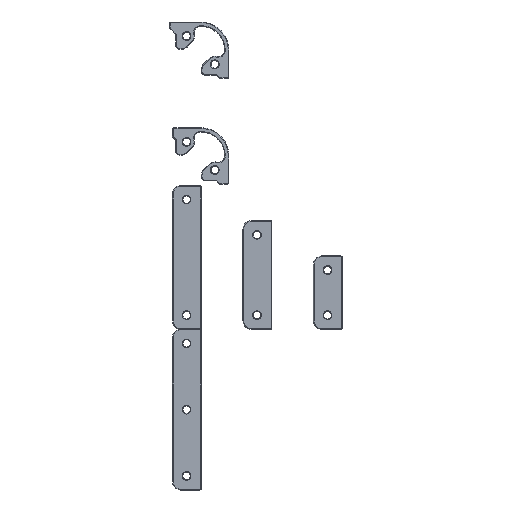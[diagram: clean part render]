
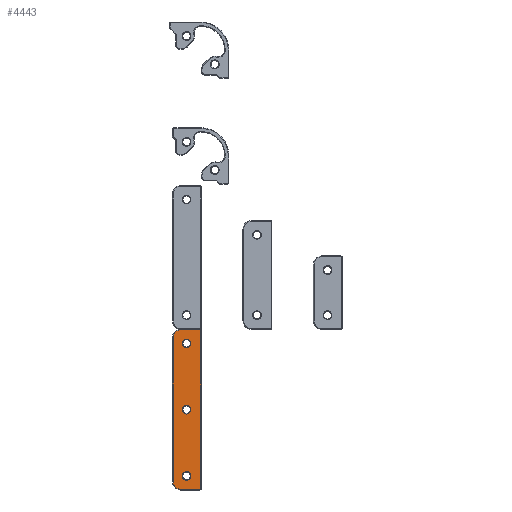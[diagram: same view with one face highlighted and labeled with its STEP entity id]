
A CAD part, top view. The second image highlights one B-rep face of the part: STEP entity #4443.
In plain terms, the highlighted planar face has unit normal (0, 0, 1).
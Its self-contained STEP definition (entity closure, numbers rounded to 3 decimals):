
#63=FACE_BOUND('',#600,.T.);
#64=FACE_BOUND('',#601,.T.);
#65=FACE_BOUND('',#602,.T.);
#99=PLANE('',#4837);
#304=FACE_OUTER_BOUND('',#599,.T.);
#599=EDGE_LOOP('',(#3145,#3146,#3147,#3148,#3149,#3150,#3151,#3152));
#600=EDGE_LOOP('',(#3153));
#601=EDGE_LOOP('',(#3154));
#602=EDGE_LOOP('',(#3155));
#926=LINE('',#6924,#1365);
#927=LINE('',#6928,#1366);
#928=LINE('',#6932,#1367);
#929=LINE('',#6936,#1368);
#1365=VECTOR('',#5469,10.);
#1366=VECTOR('',#5472,10.);
#1367=VECTOR('',#5475,10.);
#1368=VECTOR('',#5478,10.);
#1780=CIRCLE('',#4833,3.1);
#1783=CIRCLE('',#4838,5.6);
#1784=CIRCLE('',#4839,0.6);
#1785=CIRCLE('',#4840,0.6);
#1786=CIRCLE('',#4841,5.6);
#1787=CIRCLE('',#4842,3.1);
#1788=CIRCLE('',#4843,3.1);
#2010=VERTEX_POINT('',#6912);
#2013=VERTEX_POINT('',#6922);
#2014=VERTEX_POINT('',#6923);
#2015=VERTEX_POINT('',#6925);
#2016=VERTEX_POINT('',#6927);
#2017=VERTEX_POINT('',#6929);
#2018=VERTEX_POINT('',#6931);
#2019=VERTEX_POINT('',#6933);
#2020=VERTEX_POINT('',#6935);
#2021=VERTEX_POINT('',#6938);
#2022=VERTEX_POINT('',#6940);
#2414=EDGE_CURVE('',#2010,#2010,#1780,.T.);
#2419=EDGE_CURVE('',#2013,#2014,#926,.T.);
#2420=EDGE_CURVE('',#2015,#2013,#1783,.T.);
#2421=EDGE_CURVE('',#2016,#2015,#927,.T.);
#2422=EDGE_CURVE('',#2017,#2016,#1784,.T.);
#2423=EDGE_CURVE('',#2018,#2017,#928,.T.);
#2424=EDGE_CURVE('',#2019,#2018,#1785,.T.);
#2425=EDGE_CURVE('',#2020,#2019,#929,.T.);
#2426=EDGE_CURVE('',#2014,#2020,#1786,.T.);
#2427=EDGE_CURVE('',#2021,#2021,#1787,.T.);
#2428=EDGE_CURVE('',#2022,#2022,#1788,.T.);
#3145=ORIENTED_EDGE('',*,*,#2419,.F.);
#3146=ORIENTED_EDGE('',*,*,#2420,.F.);
#3147=ORIENTED_EDGE('',*,*,#2421,.F.);
#3148=ORIENTED_EDGE('',*,*,#2422,.F.);
#3149=ORIENTED_EDGE('',*,*,#2423,.F.);
#3150=ORIENTED_EDGE('',*,*,#2424,.F.);
#3151=ORIENTED_EDGE('',*,*,#2425,.F.);
#3152=ORIENTED_EDGE('',*,*,#2426,.F.);
#3153=ORIENTED_EDGE('',*,*,#2427,.F.);
#3154=ORIENTED_EDGE('',*,*,#2428,.F.);
#3155=ORIENTED_EDGE('',*,*,#2414,.F.);
#4443=ADVANCED_FACE('',(#304,#63,#64,#65),#99,.T.);
#4833=AXIS2_PLACEMENT_3D('',#6913,#5457,#5458);
#4837=AXIS2_PLACEMENT_3D('',#6921,#5467,#5468);
#4838=AXIS2_PLACEMENT_3D('',#6926,#5470,#5471);
#4839=AXIS2_PLACEMENT_3D('',#6930,#5473,#5474);
#4840=AXIS2_PLACEMENT_3D('',#6934,#5476,#5477);
#4841=AXIS2_PLACEMENT_3D('',#6937,#5479,#5480);
#4842=AXIS2_PLACEMENT_3D('',#6939,#5481,#5482);
#4843=AXIS2_PLACEMENT_3D('',#6941,#5483,#5484);
#5457=DIRECTION('center_axis',(0.,0.,1.));
#5458=DIRECTION('ref_axis',(1.,0.,0.));
#5467=DIRECTION('center_axis',(0.,0.,1.));
#5468=DIRECTION('ref_axis',(1.,0.,0.));
#5469=DIRECTION('',(0.,1.,0.));
#5470=DIRECTION('center_axis',(0.,0.,-1.));
#5471=DIRECTION('ref_axis',(-0.707,-0.707,0.));
#5472=DIRECTION('',(-1.,0.,0.));
#5473=DIRECTION('center_axis',(0.,0.,-1.));
#5474=DIRECTION('ref_axis',(0.707,-0.707,0.));
#5475=DIRECTION('',(0.,-1.,0.));
#5476=DIRECTION('center_axis',(0.,0.,-1.));
#5477=DIRECTION('ref_axis',(0.707,0.707,0.));
#5478=DIRECTION('',(1.,0.,0.));
#5479=DIRECTION('center_axis',(0.,0.,-1.));
#5480=DIRECTION('ref_axis',(-0.707,0.707,0.));
#5481=DIRECTION('center_axis',(0.,0.,1.));
#5482=DIRECTION('ref_axis',(-1.,0.,0.));
#5483=DIRECTION('center_axis',(0.,0.,1.));
#5484=DIRECTION('ref_axis',(1.,0.,0.));
#6912=CARTESIAN_POINT('',(6.9,-188.,0.));
#6913=CARTESIAN_POINT('Origin',(10.,-188.,0.));
#6921=CARTESIAN_POINT('Origin',(10.25,-206.5,0.));
#6922=CARTESIAN_POINT('',(0.4,-286.,0.));
#6923=CARTESIAN_POINT('',(0.4,-184.,0.));
#6924=CARTESIAN_POINT('',(0.4,-220.75,0.));
#6925=CARTESIAN_POINT('',(6.,-291.6,0.));
#6926=CARTESIAN_POINT('Origin',(6.,-286.,0.));
#6927=CARTESIAN_POINT('',(19.5,-291.6,0.));
#6928=CARTESIAN_POINT('',(5.125,-291.6,0.));
#6929=CARTESIAN_POINT('',(20.1,-291.,0.));
#6930=CARTESIAN_POINT('Origin',(19.5,-291.,0.));
#6931=CARTESIAN_POINT('',(20.1,-179.,0.));
#6932=CARTESIAN_POINT('',(20.1,-192.25,0.));
#6933=CARTESIAN_POINT('',(19.5,-178.4,0.));
#6934=CARTESIAN_POINT('Origin',(19.5,-179.,0.));
#6935=CARTESIAN_POINT('',(6.,-178.4,0.));
#6936=CARTESIAN_POINT('',(5.125,-178.4,0.));
#6937=CARTESIAN_POINT('Origin',(6.,-184.,0.));
#6938=CARTESIAN_POINT('',(13.1,-235.,0.));
#6939=CARTESIAN_POINT('Origin',(10.,-235.,0.));
#6940=CARTESIAN_POINT('',(6.9,-282.,0.));
#6941=CARTESIAN_POINT('Origin',(10.,-282.,0.));
